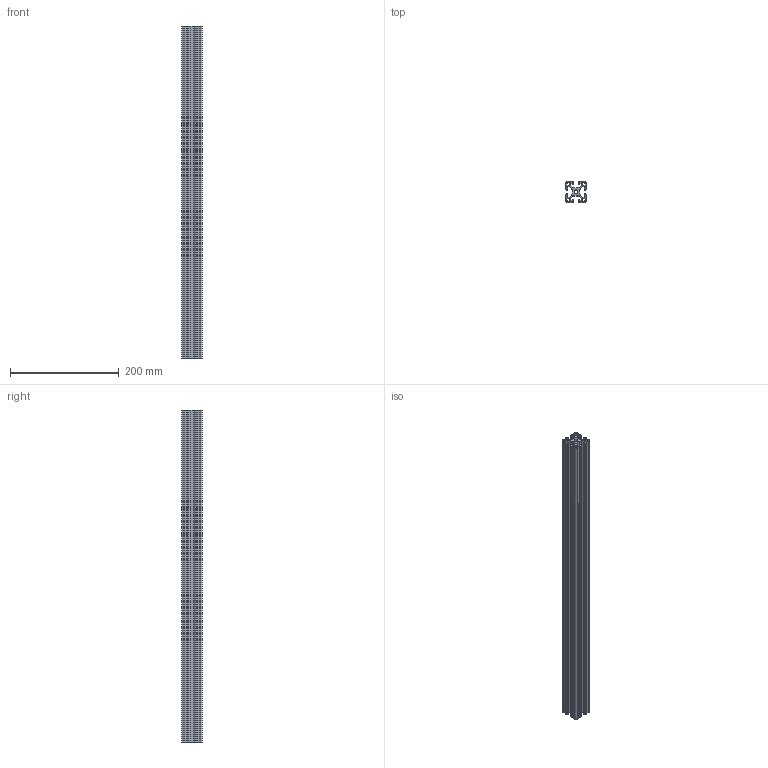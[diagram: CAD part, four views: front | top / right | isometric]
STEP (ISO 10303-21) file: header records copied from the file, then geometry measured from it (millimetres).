
FILE_DESCRIPTION (( 'STEP AP203' ), '1' );
FILE_NAME ('47065T144_T-Slotted Framing.STEP', '2024-01-29T14:38:51', ( 'Administrator' ), ( 'Managed by Terraform' ), 'SwSTEP 2.0', 'SolidWorks 2017', '' );
FILE_SCHEMA (( 'CONFIG_CONTROL_DESIGN' ));
Length unit declared in the file: inch
Products named in the file (1): 47065T144_T-Slotted Framing
Bounding box: 38.08 x 38.08 x 609.6 mm (x, y, z)
Volume: 338069.9 mm3; surface area: 264306.5 mm2
Topology: 1 solids, 1 shells, 219 faces, 651 edges, 434 vertices
Faces by surface type: plane 120, cylinder 99
Entity records: 7482 total; most frequent: CARTESIAN_POINT 1305, ORIENTED_EDGE 1302, DIRECTION 1289, EDGE_CURVE 651, LINE 453, VECTOR 453, VERTEX_POINT 434, AXIS2_PLACEMENT_3D 418
